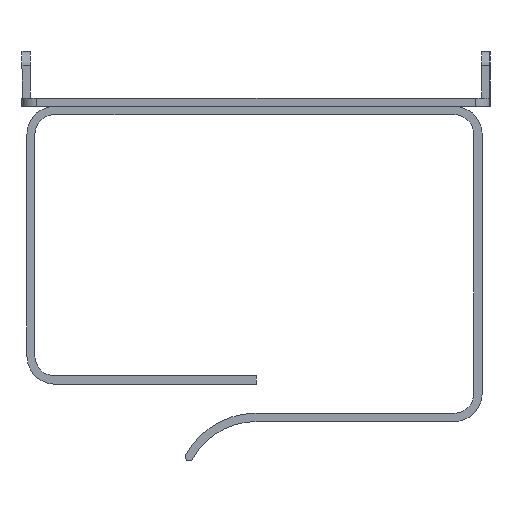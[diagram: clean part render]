
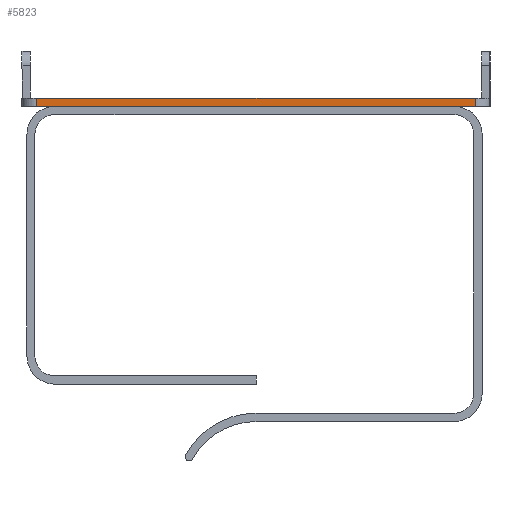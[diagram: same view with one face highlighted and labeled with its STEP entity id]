
A CAD part, left-side view. The second image highlights one B-rep face of the part: STEP entity #5823.
In plain terms, the highlighted planar face has unit normal (-1, 0, 0).
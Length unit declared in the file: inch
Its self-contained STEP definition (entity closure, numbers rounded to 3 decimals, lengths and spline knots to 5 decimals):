
#411 = ORIENTED_EDGE ( 'NONE', *, *, #1850, .T. ) ;
#551 = CARTESIAN_POINT ( 'NONE',  ( -9.5, 1.64197, 0.062 ) ) ;
#594 = DIRECTION ( 'NONE',  ( 0., -1., 0. ) ) ;
#961 = CARTESIAN_POINT ( 'NONE',  ( -9.5, 1.75197, 0. ) ) ;
#980 = DIRECTION ( 'NONE',  ( 0., 0., 1. ) ) ;
#1071 = ORIENTED_EDGE ( 'NONE', *, *, #1309, .T. ) ;
#1088 = VERTEX_POINT ( 'NONE', #3633 ) ;
#1309 = EDGE_CURVE ( 'NONE', #3110, #3937, #5874, .T. ) ;
#1850 = EDGE_CURVE ( 'NONE', #3937, #1088, #2941, .T. ) ;
#2374 = LINE ( 'NONE', #3420, #3724 ) ;
#2919 = CARTESIAN_POINT ( 'NONE',  ( -9.5, 1.64197, 0. ) ) ;
#2941 = LINE ( 'NONE', #4743, #4071 ) ;
#3019 = VECTOR ( 'NONE', #4266, 39.37008 ) ;
#3110 = VERTEX_POINT ( 'NONE', #2919 ) ;
#3159 = CARTESIAN_POINT ( 'NONE',  ( -9.5, 1.64197, 0. ) ) ;
#3384 = DIRECTION ( 'NONE',  ( 0., 0., -1. ) ) ;
#3420 = CARTESIAN_POINT ( 'NONE',  ( -9.5, 1.75197, 0.062 ) ) ;
#3633 = CARTESIAN_POINT ( 'NONE',  ( -9.5, -1.64197, 0.062 ) ) ;
#3724 = VECTOR ( 'NONE', #594, 39.37008 ) ;
#3740 = CARTESIAN_POINT ( 'NONE',  ( -9.5, 1.75197, 0. ) ) ;
#3817 = VECTOR ( 'NONE', #5549, 39.37008 ) ;
#3893 = DIRECTION ( 'NONE',  ( 1., 0., 0. ) ) ;
#3937 = VERTEX_POINT ( 'NONE', #5634 ) ;
#3965 = VERTEX_POINT ( 'NONE', #551 ) ;
#4071 = VECTOR ( 'NONE', #980, 39.37008 ) ;
#4093 = ORIENTED_EDGE ( 'NONE', *, *, #4106, .F. ) ;
#4106 = EDGE_CURVE ( 'NONE', #3965, #1088, #2374, .T. ) ;
#4197 = LINE ( 'NONE', #3159, #3817 ) ;
#4266 = DIRECTION ( 'NONE',  ( 0., -1., 0. ) ) ;
#4599 = EDGE_LOOP ( 'NONE', ( #1071, #411, #4093, #4776 ) ) ;
#4743 = CARTESIAN_POINT ( 'NONE',  ( -9.5, -1.64197, 0. ) ) ;
#4776 = ORIENTED_EDGE ( 'NONE', *, *, #4895, .T. ) ;
#4895 = EDGE_CURVE ( 'NONE', #3965, #3110, #4197, .T. ) ;
#4949 = AXIS2_PLACEMENT_3D ( 'NONE', #961, #3893, #3384 ) ;
#5549 = DIRECTION ( 'NONE',  ( 0., 0., -1. ) ) ;
#5634 = CARTESIAN_POINT ( 'NONE',  ( -9.5, -1.64197, 0. ) ) ;
#5727 = PLANE ( 'NONE',  #4949 ) ;
#5823 = ADVANCED_FACE ( 'NONE', ( #6121 ), #5727, .F. ) ;
#5874 = LINE ( 'NONE', #3740, #3019 ) ;
#6121 = FACE_OUTER_BOUND ( 'NONE', #4599, .T. ) ;
